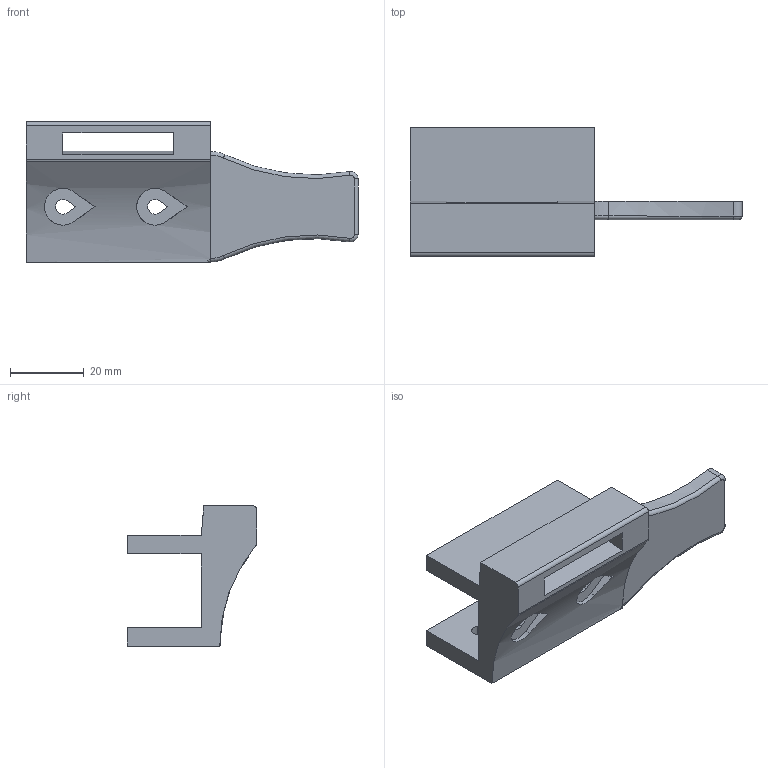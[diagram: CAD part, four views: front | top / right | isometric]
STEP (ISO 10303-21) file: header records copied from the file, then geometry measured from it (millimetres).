
FILE_DESCRIPTION(('FreeCAD Model'),'2;1');
FILE_NAME('LVATHolder.step','2018-04-08T16:01:52',('Author'),(''), 'Open CASCADE STEP processor 6.9','FreeCAD','Unknown');
FILE_SCHEMA(('AUTOMOTIVE_DESIGN_CC2 { 1 2 10303 214 -1 1 5 4 }'));
Length unit declared in the file: millimetre
Products named in the file (2): ASSEMBLY; LVATHolder
Assembly tree (1 placements, depth 2):
  ASSEMBLY
    LVATHolder
Bounding box: 90 x 35 x 38 mm (x, y, z)
Volume: 29914.3 mm3; surface area: 13063.7 mm2
Topology: 1 solids, 1 shells, 59 faces, 169 edges, 111 vertices
Faces by surface type: plane 35, cylinder 16, torus 6, bspline 2
Entity records: 8865 total; most frequent: CARTESIAN_POINT 5652, DIRECTION 555, ORIENTED_EDGE 330, PCURVE 330, DEFINITIONAL_REPRESENTATION 330, LINE 321, VECTOR 321, EDGE_CURVE 165
